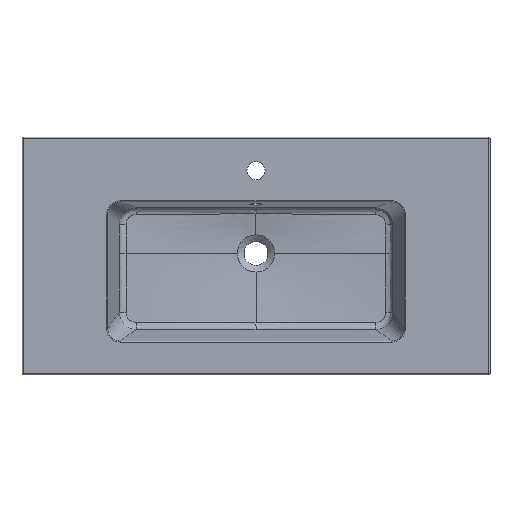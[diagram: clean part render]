
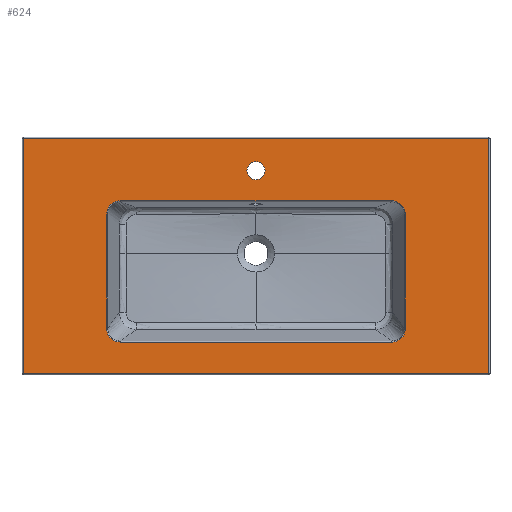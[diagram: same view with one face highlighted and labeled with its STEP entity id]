
A CAD part, top view. The second image highlights one B-rep face of the part: STEP entity #624.
In plain terms, the highlighted planar face has unit normal (0, 0, 1).
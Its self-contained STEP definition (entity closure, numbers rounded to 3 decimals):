
#624=ADVANCED_FACE('',(#1053,#1054,#1055),#832,.T.);
#832=PLANE('',#3744);
#869=CIRCLE('',#3743,17.5);
#1053=FACE_BOUND('',#1131,.T.);
#1054=FACE_BOUND('',#1132,.T.);
#1055=FACE_BOUND('',#1133,.T.);
#1131=EDGE_LOOP('',(#1839));
#1132=EDGE_LOOP('',(#1840,#1841,#1842,#1843,#1844,#1845,#1846,#1847));
#1133=EDGE_LOOP('',(#1848,#1849,#1850,#1851));
#1461=B_SPLINE_CURVE_WITH_KNOTS('',3,(#24906,#24907,#24908,#24909,#24910,
#24911,#24912,#24913,#24914,#24915),.UNSPECIFIED.,.F.,.F.,(4,2,2,2,4),(0.,
0.25,0.5,0.75,1.),.UNSPECIFIED.);
#1462=B_SPLINE_CURVE_WITH_KNOTS('',3,(#24920,#24921,#24922,#24923,#24924,
#24925,#24926,#24927,#24928,#24929),.UNSPECIFIED.,.F.,.F.,(4,2,2,2,4),(0.,
0.25,0.5,0.75,1.),.UNSPECIFIED.);
#1463=B_SPLINE_CURVE_WITH_KNOTS('',3,(#24933,#24934,#24935,#24936,#24937,
#24938,#24939,#24940,#24941,#24942),.UNSPECIFIED.,.F.,.F.,(4,2,2,2,4),(0.,
0.25,0.5,0.75,1.),.UNSPECIFIED.);
#1464=B_SPLINE_CURVE_WITH_KNOTS('',3,(#24946,#24947,#24948,#24949,#24950,
#24951,#24952,#24953,#24954,#24955),.UNSPECIFIED.,.F.,.F.,(4,2,2,2,4),(0.,
0.25,0.5,0.75,1.),.UNSPECIFIED.);
#1839=ORIENTED_EDGE('',*,*,#3182,.T.);
#1840=ORIENTED_EDGE('',*,*,#3183,.T.);
#1841=ORIENTED_EDGE('',*,*,#3184,.T.);
#1842=ORIENTED_EDGE('',*,*,#3185,.T.);
#1843=ORIENTED_EDGE('',*,*,#3186,.T.);
#1844=ORIENTED_EDGE('',*,*,#3187,.T.);
#1845=ORIENTED_EDGE('',*,*,#3188,.T.);
#1846=ORIENTED_EDGE('',*,*,#3189,.T.);
#1847=ORIENTED_EDGE('',*,*,#3190,.T.);
#1848=ORIENTED_EDGE('',*,*,#3191,.T.);
#1849=ORIENTED_EDGE('',*,*,#3192,.T.);
#1850=ORIENTED_EDGE('',*,*,#3193,.T.);
#1851=ORIENTED_EDGE('',*,*,#3194,.T.);
#2827=VERTEX_POINT('',#24905);
#2828=VERTEX_POINT('',#24916);
#2829=VERTEX_POINT('',#24917);
#2830=VERTEX_POINT('',#24919);
#2831=VERTEX_POINT('',#24930);
#2832=VERTEX_POINT('',#24932);
#2833=VERTEX_POINT('',#24943);
#2834=VERTEX_POINT('',#24945);
#2835=VERTEX_POINT('',#24956);
#2836=VERTEX_POINT('',#24959);
#2837=VERTEX_POINT('',#24960);
#2838=VERTEX_POINT('',#24962);
#2839=VERTEX_POINT('',#24964);
#3182=EDGE_CURVE('',#2827,#2827,#869,.T.);
#3183=EDGE_CURVE('',#2828,#2829,#1461,.T.);
#3184=EDGE_CURVE('',#2829,#2830,#3577,.T.);
#3185=EDGE_CURVE('',#2830,#2831,#1462,.T.);
#3186=EDGE_CURVE('',#2831,#2832,#3578,.T.);
#3187=EDGE_CURVE('',#2832,#2833,#1463,.T.);
#3188=EDGE_CURVE('',#2833,#2834,#3579,.T.);
#3189=EDGE_CURVE('',#2834,#2835,#1464,.T.);
#3190=EDGE_CURVE('',#2835,#2828,#3580,.T.);
#3191=EDGE_CURVE('',#2836,#2837,#3581,.T.);
#3192=EDGE_CURVE('',#2837,#2838,#3582,.T.);
#3193=EDGE_CURVE('',#2838,#2839,#3583,.T.);
#3194=EDGE_CURVE('',#2839,#2836,#3584,.T.);
#3577=LINE('',#24918,#3651);
#3578=LINE('',#24931,#3652);
#3579=LINE('',#24944,#3653);
#3580=LINE('',#24957,#3654);
#3581=LINE('',#24958,#3655);
#3582=LINE('',#24961,#3656);
#3583=LINE('',#24963,#3657);
#3584=LINE('',#24965,#3658);
#3651=VECTOR('',#4126,1.);
#3652=VECTOR('',#4127,1.);
#3653=VECTOR('',#4128,1.);
#3654=VECTOR('',#4129,1.);
#3655=VECTOR('',#4130,1.);
#3656=VECTOR('',#4131,1.);
#3657=VECTOR('',#4132,1.);
#3658=VECTOR('',#4133,1.);
#3743=AXIS2_PLACEMENT_3D('',#24904,#4124,#4125);
#3744=AXIS2_PLACEMENT_3D('',#24966,#4134,#4135);
#4124=DIRECTION('',(0.,0.,-1.));
#4125=DIRECTION('',(1.,0.,0.));
#4126=DIRECTION('',(0.,-1.,0.));
#4127=DIRECTION('',(-1.,0.,0.));
#4128=DIRECTION('',(0.,1.,0.));
#4129=DIRECTION('',(1.,0.,0.));
#4130=DIRECTION('',(0.,-1.,0.));
#4131=DIRECTION('',(1.,0.,0.));
#4132=DIRECTION('',(0.,1.,0.));
#4133=DIRECTION('',(-1.,0.,0.));
#4134=DIRECTION('',(0.,0.,1.));
#4135=DIRECTION('',(1.,0.,0.));
#24904=CARTESIAN_POINT('',(0.,160.,105.));
#24905=CARTESIAN_POINT('',(17.5,160.,105.));
#24906=CARTESIAN_POINT('',(261.474,101.754,105.));
#24907=CARTESIAN_POINT('',(265.053,101.754,105.));
#24908=CARTESIAN_POINT('',(268.618,101.125,105.));
#24909=CARTESIAN_POINT('',(275.235,98.621,105.));
#24910=CARTESIAN_POINT('',(278.327,96.723,105.));
#24911=CARTESIAN_POINT('',(283.493,91.852,105.));
#24912=CARTESIAN_POINT('',(285.557,88.907,105.));
#24913=CARTESIAN_POINT('',(288.354,82.316,105.));
#24914=CARTESIAN_POINT('',(289.035,78.863,105.));
#24915=CARTESIAN_POINT('',(289.035,75.282,105.));
#24916=CARTESIAN_POINT('',(261.474,101.754,105.));
#24917=CARTESIAN_POINT('',(289.035,75.282,105.));
#24918=CARTESIAN_POINT('',(289.035,0.,105.));
#24919=CARTESIAN_POINT('',(289.035,-144.711,105.));
#24920=CARTESIAN_POINT('',(289.035,-144.711,105.));
#24921=CARTESIAN_POINT('',(289.035,-148.273,105.));
#24922=CARTESIAN_POINT('',(288.394,-151.814,105.));
#24923=CARTESIAN_POINT('',(285.804,-158.371,105.));
#24924=CARTESIAN_POINT('',(283.847,-161.389,105.));
#24925=CARTESIAN_POINT('',(278.822,-166.398,105.));
#24926=CARTESIAN_POINT('',(275.841,-168.325,105.));
#24927=CARTESIAN_POINT('',(269.213,-170.924,105.));
#24928=CARTESIAN_POINT('',(265.77,-171.535,105.));
#24929=CARTESIAN_POINT('',(262.211,-171.535,105.));
#24930=CARTESIAN_POINT('',(262.211,-171.535,105.));
#24931=CARTESIAN_POINT('',(0.,-171.535,105.));
#24932=CARTESIAN_POINT('',(-262.211,-171.535,105.));
#24933=CARTESIAN_POINT('',(-262.211,-171.535,105.));
#24934=CARTESIAN_POINT('',(-265.773,-171.535,105.));
#24935=CARTESIAN_POINT('',(-269.314,-170.894,105.));
#24936=CARTESIAN_POINT('',(-275.871,-168.304,105.));
#24937=CARTESIAN_POINT('',(-278.889,-166.347,105.));
#24938=CARTESIAN_POINT('',(-283.898,-161.322,105.));
#24939=CARTESIAN_POINT('',(-285.825,-158.341,105.));
#24940=CARTESIAN_POINT('',(-288.424,-151.713,105.));
#24941=CARTESIAN_POINT('',(-289.035,-148.27,105.));
#24942=CARTESIAN_POINT('',(-289.035,-144.711,105.));
#24943=CARTESIAN_POINT('',(-289.035,-144.711,105.));
#24944=CARTESIAN_POINT('',(-289.035,0.,105.));
#24945=CARTESIAN_POINT('',(-289.035,75.282,105.));
#24946=CARTESIAN_POINT('',(-289.035,75.282,105.));
#24947=CARTESIAN_POINT('',(-289.035,78.866,105.));
#24948=CARTESIAN_POINT('',(-288.322,82.415,105.));
#24949=CARTESIAN_POINT('',(-285.535,88.934,105.));
#24950=CARTESIAN_POINT('',(-283.464,91.891,105.));
#24951=CARTESIAN_POINT('',(-278.263,96.77,105.));
#24952=CARTESIAN_POINT('',(-275.229,98.63,105.));
#24953=CARTESIAN_POINT('',(-268.535,101.15,105.));
#24954=CARTESIAN_POINT('',(-265.052,101.754,105.));
#24955=CARTESIAN_POINT('',(-261.474,101.754,105.));
#24956=CARTESIAN_POINT('',(-261.474,101.754,105.));
#24957=CARTESIAN_POINT('',(0.,101.754,105.));
#24958=CARTESIAN_POINT('',(-450.5,0.,105.));
#24959=CARTESIAN_POINT('',(-450.5,223.,105.));
#24960=CARTESIAN_POINT('',(-450.5,-233.,105.));
#24961=CARTESIAN_POINT('',(0.,-233.,105.));
#24962=CARTESIAN_POINT('',(450.5,-233.,105.));
#24963=CARTESIAN_POINT('',(450.5,0.,105.));
#24964=CARTESIAN_POINT('',(450.5,223.,105.));
#24965=CARTESIAN_POINT('',(0.,223.,105.));
#24966=CARTESIAN_POINT('',(0.,0.,105.));
